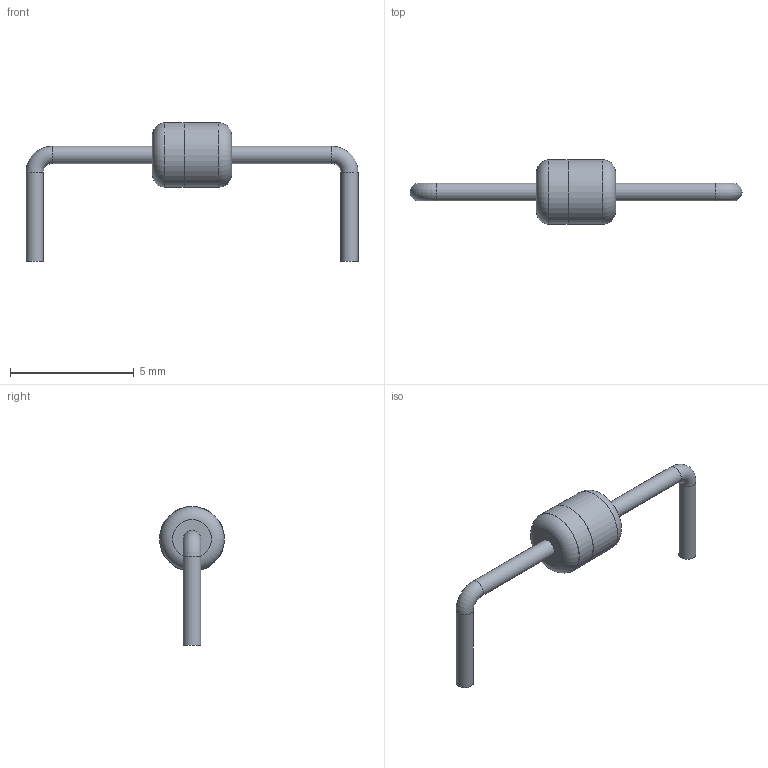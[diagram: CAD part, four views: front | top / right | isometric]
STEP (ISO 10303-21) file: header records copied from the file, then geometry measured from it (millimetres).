
FILE_DESCRIPTION(('FreeCAD Model'),'2;1');
FILE_NAME('D_T-1_P12.70mm_Horizontal.step','2017-11-24T18:06:24',('kicad StepUp'),( 'ksu MCAD'),'Open CASCADE STEP processor 7.1','FreeCAD','Unknown');
FILE_SCHEMA(('AUTOMOTIVE_DESIGN { 1 0 10303 214 1 1 1 1 }'));
Length unit declared in the file: millimetre
Products named in the file (1): D_T-1_P12.70mm_Horizontal
Bounding box: 13.4 x 2.62 x 5.61 mm (x, y, z)
Volume: 22.9 mm3; surface area: 71.6 mm2
Topology: 1 solids, 1 shells, 16 faces, 25 edges, 15 vertices
Faces by surface type: cylinder 6, plane 6, torus 4
Full cylindrical faces by diameter (mm): 0.7 x4, 2.6 x1, 2.62 x1
Entity records: 494 total; most frequent: DIRECTION 78, CARTESIAN_POINT 57, ORIENTED_EDGE 50, AXIS2_PLACEMENT_3D 36, EDGE_CURVE 25, FACE_BOUND 20, EDGE_LOOP 20, CIRCLE 19
